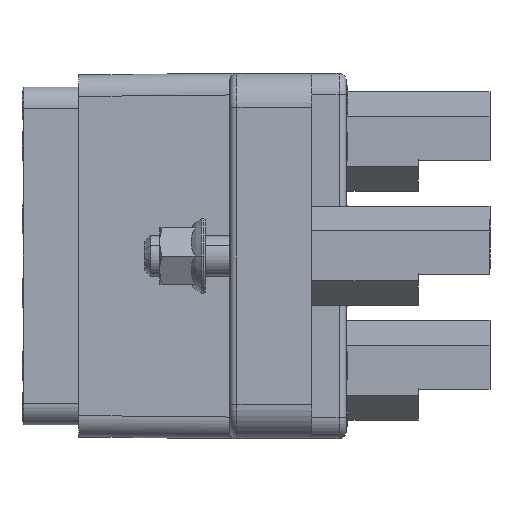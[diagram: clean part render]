
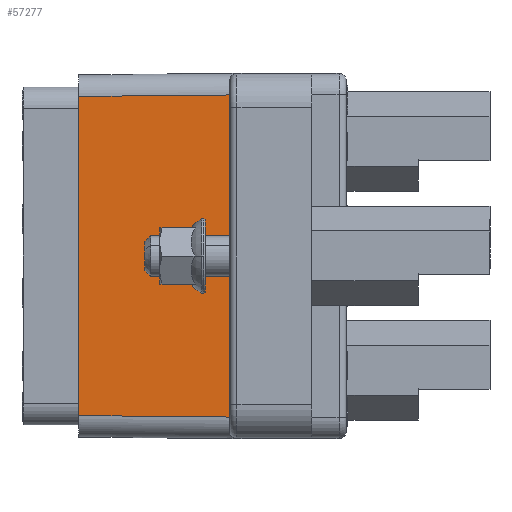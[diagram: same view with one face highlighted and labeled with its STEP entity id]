
A CAD part, left-side view. The second image highlights one B-rep face of the part: STEP entity #57277.
In plain terms, the highlighted planar face has unit normal (-1, 0, 0).
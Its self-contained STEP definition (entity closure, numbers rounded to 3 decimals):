
#5583=CARTESIAN_POINT('',(-13.6,18.6,11.1));
#5603=DIRECTION('',(0.,0.,1.));
#5604=VECTOR('',#5603,22.2);
#5605=CARTESIAN_POINT('',(-13.6,18.6,-11.1));
#5606=LINE('',#5605,#5604);
#5625=CARTESIAN_POINT('',(-13.6,18.6,-11.1));
#5691=DIRECTION('',(0.,1.,-0.01));
#5692=VECTOR('',#5691,10.5);
#5693=CARTESIAN_POINT('',(-13.6,8.1,11.2));
#5694=LINE('',#5693,#5692);
#5695=DIRECTION('',(0.,0.,1.));
#5696=VECTOR('',#5695,22.4);
#5697=CARTESIAN_POINT('',(-13.6,8.1,-11.2));
#5698=LINE('',#5697,#5696);
#5699=DIRECTION('',(0.,-1.,-0.01));
#5700=VECTOR('',#5699,10.5);
#5701=CARTESIAN_POINT('',(-13.6,18.6,-11.1));
#5702=LINE('',#5701,#5700);
#44889=VERTEX_POINT('',#5583);
#44890=CARTESIAN_POINT('',(-13.6,8.1,11.2));
#44891=VERTEX_POINT('',#44890);
#44892=VERTEX_POINT('',#5625);
#44893=CARTESIAN_POINT('',(-13.6,8.1,-11.2));
#44894=VERTEX_POINT('',#44893);
#57265=CARTESIAN_POINT('',(-13.6,8.1,-12.7));
#57266=DIRECTION('',(1.,0.,0.));
#57267=DIRECTION('',(0.,1.,0.));
#57268=AXIS2_PLACEMENT_3D('',#57265,#57266,#57267);
#57269=PLANE('',#57268);
#57270=ORIENTED_EDGE('',*,*,#52307,.F.);
#57271=ORIENTED_EDGE('',*,*,#52238,.F.);
#57273=ORIENTED_EDGE('',*,*,#57272,.F.);
#57274=ORIENTED_EDGE('',*,*,#57235,.T.);
#57275=EDGE_LOOP('',(#57270,#57271,#57273,#57274));
#57276=FACE_OUTER_BOUND('',#57275,.F.);
#57277=ADVANCED_FACE('',(#57276),#57269,.F.);
#52238=EDGE_CURVE('',#44894,#44891,#5698,.T.);
#52307=EDGE_CURVE('',#44891,#44889,#5694,.T.);
#57235=EDGE_CURVE('',#44892,#44889,#5606,.T.);
#57272=EDGE_CURVE('',#44892,#44894,#5702,.T.);
